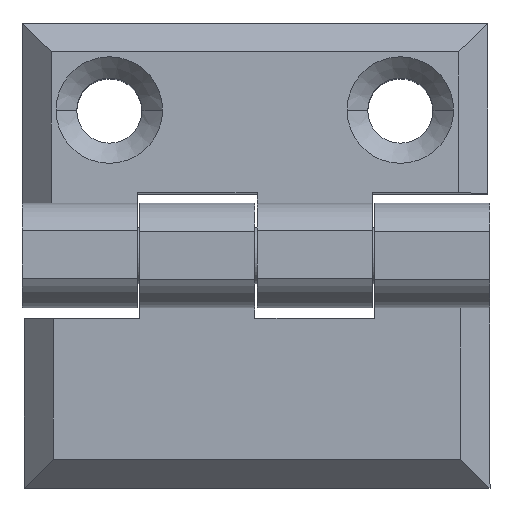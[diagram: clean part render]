
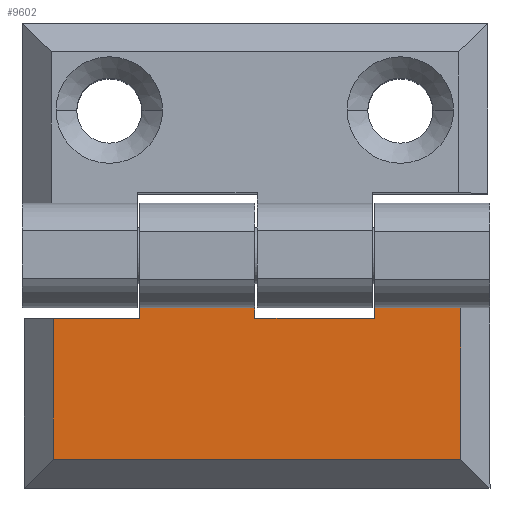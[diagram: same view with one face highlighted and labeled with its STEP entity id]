
A CAD part, top view. The second image highlights one B-rep face of the part: STEP entity #9602.
In plain terms, the highlighted planar face has unit normal (0, 0, 1).
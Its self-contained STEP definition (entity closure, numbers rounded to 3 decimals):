
#193 = CARTESIAN_POINT ( 'NONE',  ( -32.8, -15.174, 9.156 ) ) ;
#467 = DIRECTION ( 'NONE',  ( 0., -1., 0. ) ) ;
#501 = CARTESIAN_POINT ( 'NONE',  ( -22.5, -20.422, 9.156 ) ) ;
#504 = CARTESIAN_POINT ( 'NONE',  ( -50.1, -20.574, 9.156 ) ) ;
#539 = VERTEX_POINT ( 'NONE', #1901 ) ;
#645 = AXIS2_PLACEMENT_3D ( 'NONE', #8617, #10534, #4998 ) ;
#737 = VERTEX_POINT ( 'NONE', #10543 ) ;
#893 = VERTEX_POINT ( 'NONE', #3524 ) ;
#1056 = EDGE_LOOP ( 'NONE', ( #9833, #1071, #11279, #7669, #6201, #11329, #5766, #5569, #7661, #8957 ) ) ;
#1071 = ORIENTED_EDGE ( 'NONE', *, *, #4037, .F. ) ;
#1249 = PLANE ( 'NONE',  #645 ) ;
#1301 = DIRECTION ( 'NONE',  ( 0., -1., 0. ) ) ;
#1306 = FACE_OUTER_BOUND ( 'NONE', #1056, .T. ) ;
#1350 = CARTESIAN_POINT ( 'NONE',  ( -15.1, -32.674, 9.156 ) ) ;
#1578 = VERTEX_POINT ( 'NONE', #1350 ) ;
#1901 = CARTESIAN_POINT ( 'NONE',  ( -42.7, -19.674, 9.156 ) ) ;
#1922 = VECTOR ( 'NONE', #10013, 1000. ) ;
#2067 = EDGE_CURVE ( 'NONE', #539, #8600, #11942, .T. ) ;
#2160 = LINE ( 'NONE', #193, #6880 ) ;
#2329 = VECTOR ( 'NONE', #5040, 1000. ) ;
#2801 = CARTESIAN_POINT ( 'NONE',  ( -52.8, -20.574, 9.156 ) ) ;
#3233 = LINE ( 'NONE', #10743, #6059 ) ;
#3450 = CARTESIAN_POINT ( 'NONE',  ( -52.8, -32.674, 9.156 ) ) ;
#3524 = CARTESIAN_POINT ( 'NONE',  ( -42.7, -20.574, 9.156 ) ) ;
#3837 = EDGE_CURVE ( 'NONE', #8600, #737, #2160, .T. ) ;
#3929 = VERTEX_POINT ( 'NONE', #4928 ) ;
#4037 = EDGE_CURVE ( 'NONE', #3929, #10949, #8181, .T. ) ;
#4048 = VERTEX_POINT ( 'NONE', #7195 ) ;
#4371 = DIRECTION ( 'NONE',  ( 0., -1., 0. ) ) ;
#4550 = CARTESIAN_POINT ( 'NONE',  ( -42.7, -15.174, 9.156 ) ) ;
#4618 = CARTESIAN_POINT ( 'NONE',  ( -22.5, -19.674, 9.156 ) ) ;
#4670 = VECTOR ( 'NONE', #9237, 1000. ) ;
#4887 = DIRECTION ( 'NONE',  ( 1., 0., 0. ) ) ;
#4928 = CARTESIAN_POINT ( 'NONE',  ( -22.5, -20.574, 9.156 ) ) ;
#4998 = DIRECTION ( 'NONE',  ( 1., 0., 0. ) ) ;
#5040 = DIRECTION ( 'NONE',  ( 1., 0., 0. ) ) ;
#5107 = CARTESIAN_POINT ( 'NONE',  ( -52.8, -19.674, 9.156 ) ) ;
#5569 = ORIENTED_EDGE ( 'NONE', *, *, #10440, .F. ) ;
#5761 = VERTEX_POINT ( 'NONE', #10089 ) ;
#5766 = ORIENTED_EDGE ( 'NONE', *, *, #6325, .F. ) ;
#6059 = VECTOR ( 'NONE', #467, 1000. ) ;
#6201 = ORIENTED_EDGE ( 'NONE', *, *, #2067, .F. ) ;
#6325 = EDGE_CURVE ( 'NONE', #8641, #893, #9631, .T. ) ;
#6355 = CARTESIAN_POINT ( 'NONE',  ( -52.8, -19.674, 9.156 ) ) ;
#6880 = VECTOR ( 'NONE', #1301, 1000. ) ;
#7007 = LINE ( 'NONE', #10767, #2329 ) ;
#7195 = CARTESIAN_POINT ( 'NONE',  ( -15.1, -19.674, 9.156 ) ) ;
#7285 = EDGE_CURVE ( 'NONE', #10949, #4048, #8790, .T. ) ;
#7661 = ORIENTED_EDGE ( 'NONE', *, *, #8695, .F. ) ;
#7669 = ORIENTED_EDGE ( 'NONE', *, *, #3837, .F. ) ;
#7756 = CARTESIAN_POINT ( 'NONE',  ( -32.8, -19.674, 9.156 ) ) ;
#8127 = EDGE_CURVE ( 'NONE', #539, #893, #9228, .T. ) ;
#8181 = LINE ( 'NONE', #501, #8455 ) ;
#8455 = VECTOR ( 'NONE', #9915, 1000. ) ;
#8600 = VERTEX_POINT ( 'NONE', #7756 ) ;
#8617 = CARTESIAN_POINT ( 'NONE',  ( -52.8, -35.174, 9.156 ) ) ;
#8641 = VERTEX_POINT ( 'NONE', #504 ) ;
#8695 = EDGE_CURVE ( 'NONE', #1578, #5761, #10842, .T. ) ;
#8790 = LINE ( 'NONE', #5107, #9258 ) ;
#8957 = ORIENTED_EDGE ( 'NONE', *, *, #11118, .F. ) ;
#9091 = LINE ( 'NONE', #10934, #1922 ) ;
#9228 = LINE ( 'NONE', #4550, #12037 ) ;
#9237 = DIRECTION ( 'NONE',  ( 1., 0., 0. ) ) ;
#9258 = VECTOR ( 'NONE', #10766, 1000. ) ;
#9602 = ADVANCED_FACE ( 'NONE', ( #1306 ), #1249, .F. ) ;
#9631 = LINE ( 'NONE', #2801, #12014 ) ;
#9833 = ORIENTED_EDGE ( 'NONE', *, *, #7285, .F. ) ;
#9859 = DIRECTION ( 'NONE',  ( -1., 0., 0. ) ) ;
#9915 = DIRECTION ( 'NONE',  ( 0., 1., 0. ) ) ;
#10013 = DIRECTION ( 'NONE',  ( 0., 1., 0. ) ) ;
#10070 = VECTOR ( 'NONE', #9859, 1000. ) ;
#10089 = CARTESIAN_POINT ( 'NONE',  ( -50.1, -32.674, 9.156 ) ) ;
#10440 = EDGE_CURVE ( 'NONE', #5761, #8641, #9091, .T. ) ;
#10534 = DIRECTION ( 'NONE',  ( 0., 0., -1. ) ) ;
#10543 = CARTESIAN_POINT ( 'NONE',  ( -32.8, -20.574, 9.156 ) ) ;
#10743 = CARTESIAN_POINT ( 'NONE',  ( -15.1, -35.174, 9.156 ) ) ;
#10766 = DIRECTION ( 'NONE',  ( 1., 0., 0. ) ) ;
#10767 = CARTESIAN_POINT ( 'NONE',  ( -52.8, -20.574, 9.156 ) ) ;
#10842 = LINE ( 'NONE', #3450, #10070 ) ;
#10934 = CARTESIAN_POINT ( 'NONE',  ( -50.1, -35.174, 9.156 ) ) ;
#10949 = VERTEX_POINT ( 'NONE', #4618 ) ;
#10989 = EDGE_CURVE ( 'NONE', #737, #3929, #7007, .T. ) ;
#11118 = EDGE_CURVE ( 'NONE', #4048, #1578, #3233, .T. ) ;
#11279 = ORIENTED_EDGE ( 'NONE', *, *, #10989, .F. ) ;
#11329 = ORIENTED_EDGE ( 'NONE', *, *, #8127, .T. ) ;
#11942 = LINE ( 'NONE', #6355, #4670 ) ;
#12014 = VECTOR ( 'NONE', #4887, 1000. ) ;
#12037 = VECTOR ( 'NONE', #4371, 1000. ) ;
